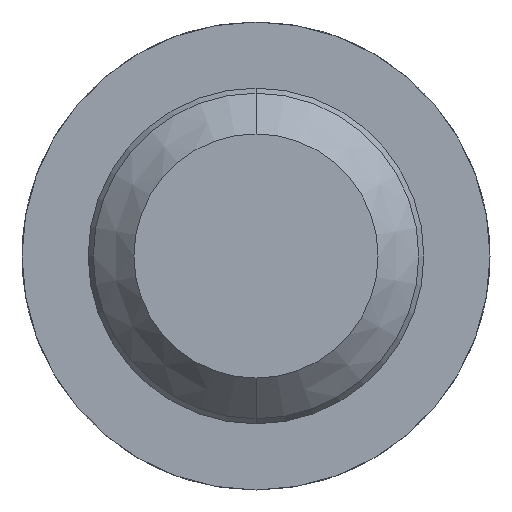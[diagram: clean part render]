
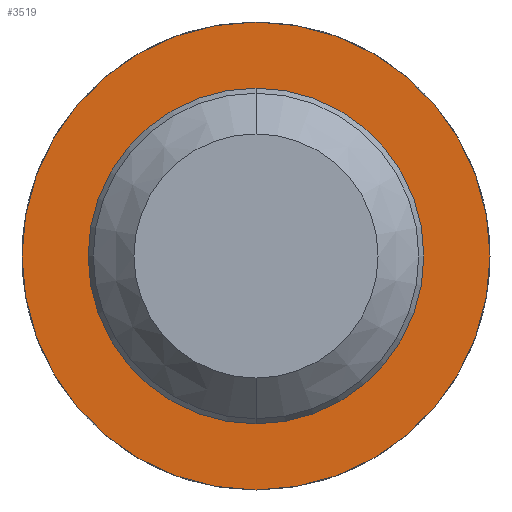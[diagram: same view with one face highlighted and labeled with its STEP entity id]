
A CAD part, front view. The second image highlights one B-rep face of the part: STEP entity #3519.
In plain terms, the highlighted planar face has unit normal (0, -1, 0).
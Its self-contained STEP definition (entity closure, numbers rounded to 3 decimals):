
#51 = VERTEX_POINT ( 'NONE', #2622 ) ;
#171 = ORIENTED_EDGE ( 'NONE', *, *, #1831, .F. ) ;
#173 = CIRCLE ( 'NONE', #3201, 1.15 ) ;
#311 = ORIENTED_EDGE ( 'NONE', *, *, #2377, .T. ) ;
#478 = VERTEX_POINT ( 'NONE', #3899 ) ;
#541 = AXIS2_PLACEMENT_3D ( 'NONE', #1704, #2370, #1356 ) ;
#598 = VERTEX_POINT ( 'NONE', #3687 ) ;
#728 = DIRECTION ( 'NONE',  ( 0., 0., -1. ) ) ;
#759 = AXIS2_PLACEMENT_3D ( 'NONE', #2427, #2769, #728 ) ;
#946 = VERTEX_POINT ( 'NONE', #1781 ) ;
#1090 = EDGE_CURVE ( 'Defeature ausgef�hrt3_8+Defeature ausgef�hrt3_9+Defeature ausgef�hrt3_9+Defeature ausgef�hrt3_9', #598, #51, #1277, .T. ) ;
#1113 = EDGE_LOOP ( 'NONE', ( #4242, #311 ) ) ;
#1245 = DIRECTION ( 'NONE',  ( 0., 0., -1. ) ) ;
#1277 = CIRCLE ( 'NONE', #759, 1.15 ) ;
#1294 = ORIENTED_EDGE ( 'NONE', *, *, #1363, .F. ) ;
#1356 = DIRECTION ( 'NONE',  ( 0., 0., -1. ) ) ;
#1363 = EDGE_CURVE ( 'Defeature ausgef�hrt3_7+Defeature ausgef�hrt3_8+Defeature ausgef�hrt3_8+Defeature ausgef�hrt3_8', #478, #946, #3040, .T. ) ;
#1397 = AXIS2_PLACEMENT_3D ( 'NONE', #3994, #1944, #1245 ) ;
#1704 = CARTESIAN_POINT ( 'NONE',  ( 0.825, 11., 0. ) ) ;
#1781 = CARTESIAN_POINT ( 'NONE',  ( 0., 11., -0.825 ) ) ;
#1831 = EDGE_CURVE ( 'Defeature ausgef�hrt3_7+Defeature ausgef�hrt3_8+Defeature ausgef�hrt3_8+Defeature ausgef�hrt3_8', #946, #478, #2062, .T. ) ;
#1890 = FACE_OUTER_BOUND ( 'NONE', #1113, .T. ) ;
#1944 = DIRECTION ( 'NONE',  ( 0., -1., 0. ) ) ;
#2062 = CIRCLE ( 'NONE', #2321, 0.825 ) ;
#2321 = AXIS2_PLACEMENT_3D ( 'NONE', #3026, #3368, #2688 ) ;
#2370 = DIRECTION ( 'NONE',  ( 0., -1., 0. ) ) ;
#2377 = EDGE_CURVE ( 'Defeature ausgef�hrt3_8+Defeature ausgef�hrt3_9+Defeature ausgef�hrt3_9+Defeature ausgef�hrt3_9', #51, #598, #173, .T. ) ;
#2427 = CARTESIAN_POINT ( 'NONE',  ( 0., 11., 0. ) ) ;
#2611 = DIRECTION ( 'NONE',  ( 0., -1., 0. ) ) ;
#2622 = CARTESIAN_POINT ( 'NONE',  ( 0., 11., 1.15 ) ) ;
#2688 = DIRECTION ( 'NONE',  ( 0., 0., -1. ) ) ;
#2769 = DIRECTION ( 'NONE',  ( 0., -1., 0. ) ) ;
#3026 = CARTESIAN_POINT ( 'NONE',  ( 0., 11., 0. ) ) ;
#3040 = CIRCLE ( 'NONE', #1397, 0.825 ) ;
#3201 = AXIS2_PLACEMENT_3D ( 'NONE', #3999, #2611, #4359 ) ;
#3356 = FACE_BOUND ( 'NONE', #4184, .T. ) ;
#3368 = DIRECTION ( 'NONE',  ( 0., -1., 0. ) ) ;
#3519 = ADVANCED_FACE ( 'Defeature ausgef�hrt3_8', ( #1890, #3356 ), #4110, .T. ) ;
#3687 = CARTESIAN_POINT ( 'NONE',  ( 0., 11., -1.15 ) ) ;
#3899 = CARTESIAN_POINT ( 'NONE',  ( 0., 11., 0.825 ) ) ;
#3994 = CARTESIAN_POINT ( 'NONE',  ( 0., 11., 0. ) ) ;
#3999 = CARTESIAN_POINT ( 'NONE',  ( 0., 11., 0. ) ) ;
#4110 = PLANE ( 'NONE',  #541 ) ;
#4184 = EDGE_LOOP ( 'NONE', ( #171, #1294 ) ) ;
#4242 = ORIENTED_EDGE ( 'NONE', *, *, #1090, .T. ) ;
#4359 = DIRECTION ( 'NONE',  ( 0., 0., -1. ) ) ;
